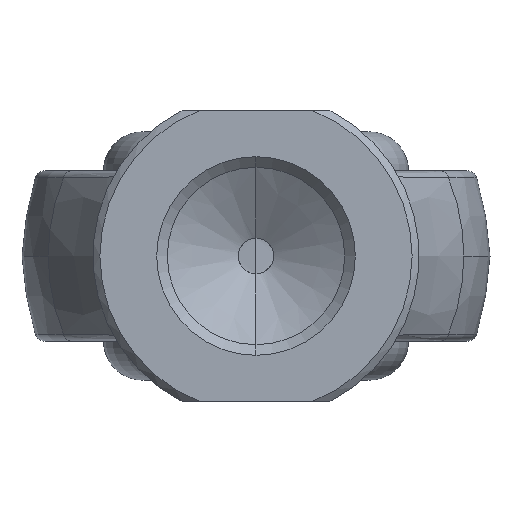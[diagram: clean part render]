
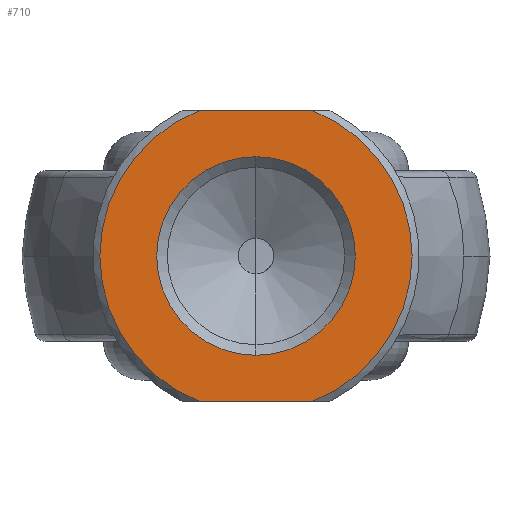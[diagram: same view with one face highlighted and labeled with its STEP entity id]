
A CAD part, left-side view. The second image highlights one B-rep face of the part: STEP entity #710.
In plain terms, the highlighted planar face has unit normal (-1, 0, 0).
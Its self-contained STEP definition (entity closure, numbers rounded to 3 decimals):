
#12 = CARTESIAN_POINT ( 'NONE',  ( 0., 0., 0. ) ) ;
#15 = CARTESIAN_POINT ( 'NONE',  ( 0., 0., 0. ) ) ;
#18 = DIRECTION ( 'NONE',  ( 1., 0., 0. ) ) ;
#28 = DIRECTION ( 'NONE',  ( -1., 0., 0. ) ) ;
#73 = DIRECTION ( 'NONE',  ( 0., 0., -1. ) ) ;
#89 = DIRECTION ( 'NONE',  ( 0., -1., 0. ) ) ;
#92 = DIRECTION ( 'NONE',  ( 0., 0., -1. ) ) ;
#109 = CARTESIAN_POINT ( 'NONE',  ( 0., 10.428, 20.5 ) ) ;
#172 = AXIS2_PLACEMENT_3D ( 'NONE', #515, #497, #529 ) ;
#191 = EDGE_CURVE ( 'NONE', #1722, #1692, #794, .T. ) ;
#193 = EDGE_CURVE ( 'NONE', #1722, #1677, #770, .T. ) ;
#231 = EDGE_CURVE ( 'NONE', #1662, #1753, #779, .T. ) ;
#232 = EDGE_CURVE ( 'NONE', #1721, #1692, #762, .T. ) ;
#233 = EDGE_CURVE ( 'NONE', #1721, #1677, #790, .T. ) ;
#266 = AXIS2_PLACEMENT_3D ( 'NONE', #1506, #1508, #1509 ) ;
#299 = EDGE_CURVE ( 'NONE', #1753, #1662, #829, .T. ) ;
#309 = AXIS2_PLACEMENT_3D ( 'NONE', #1979, #1923, #1968 ) ;
#327 = AXIS2_PLACEMENT_3D ( 'NONE', #12, #28, #73 ) ;
#329 = AXIS2_PLACEMENT_3D ( 'NONE', #15, #18, #92 ) ;
#497 = DIRECTION ( 'NONE',  ( 1., 0., 0. ) ) ;
#515 = CARTESIAN_POINT ( 'NONE',  ( 0., 0., 0. ) ) ;
#529 = DIRECTION ( 'NONE',  ( 0., 0., -1. ) ) ;
#559 = FACE_BOUND ( 'NONE', #1763, .T. ) ;
#635 = FACE_OUTER_BOUND ( 'NONE', #1759, .T. ) ;
#710 = ADVANCED_FACE ( 'NONE', ( #559, #635 ), #1507, .F. ) ;
#753 = VECTOR ( 'NONE', #1958, 1000. ) ;
#762 = CIRCLE ( 'NONE', #327, 22. ) ;
#770 = CIRCLE ( 'NONE', #309, 22. ) ;
#779 = CIRCLE ( 'NONE', #329, 14. ) ;
#790 = LINE ( 'NONE', #109, #799 ) ;
#794 = LINE ( 'NONE', #1955, #753 ) ;
#799 = VECTOR ( 'NONE', #89, 1000. ) ;
#829 = CIRCLE ( 'NONE', #172, 14. ) ;
#893 = ORIENTED_EDGE ( 'NONE', *, *, #233, .F. ) ;
#955 = ORIENTED_EDGE ( 'NONE', *, *, #232, .T. ) ;
#1039 = ORIENTED_EDGE ( 'NONE', *, *, #191, .F. ) ;
#1057 = ORIENTED_EDGE ( 'NONE', *, *, #299, .T. ) ;
#1068 = ORIENTED_EDGE ( 'NONE', *, *, #231, .T. ) ;
#1117 = ORIENTED_EDGE ( 'NONE', *, *, #193, .T. ) ;
#1506 = CARTESIAN_POINT ( 'NONE',  ( 0., 12.5, 0. ) ) ;
#1507 = PLANE ( 'NONE',  #266 ) ;
#1508 = DIRECTION ( 'NONE',  ( 1., 0., 0. ) ) ;
#1509 = DIRECTION ( 'NONE',  ( 0., 0., -1. ) ) ;
#1552 = CARTESIAN_POINT ( 'NONE',  ( 0., 0., -14. ) ) ;
#1568 = CARTESIAN_POINT ( 'NONE',  ( 0., -7.984, 20.5 ) ) ;
#1577 = CARTESIAN_POINT ( 'NONE',  ( 0., 7.984, -20.5 ) ) ;
#1598 = CARTESIAN_POINT ( 'NONE',  ( 0., 7.984, 20.5 ) ) ;
#1599 = CARTESIAN_POINT ( 'NONE',  ( 0., -7.984, -20.5 ) ) ;
#1626 = CARTESIAN_POINT ( 'NONE',  ( 0., 0., 14. ) ) ;
#1662 = VERTEX_POINT ( 'NONE', #1552 ) ;
#1677 = VERTEX_POINT ( 'NONE', #1568 ) ;
#1692 = VERTEX_POINT ( 'NONE', #1577 ) ;
#1721 = VERTEX_POINT ( 'NONE', #1598 ) ;
#1722 = VERTEX_POINT ( 'NONE', #1599 ) ;
#1753 = VERTEX_POINT ( 'NONE', #1626 ) ;
#1759 = EDGE_LOOP ( 'NONE', ( #1039, #1117, #893, #955 ) ) ;
#1763 = EDGE_LOOP ( 'NONE', ( #1057, #1068 ) ) ;
#1923 = DIRECTION ( 'NONE',  ( -1., 0., 0. ) ) ;
#1955 = CARTESIAN_POINT ( 'NONE',  ( 0., 10.428, -20.5 ) ) ;
#1958 = DIRECTION ( 'NONE',  ( 0., 1., 0. ) ) ;
#1968 = DIRECTION ( 'NONE',  ( 0., 0., -1. ) ) ;
#1979 = CARTESIAN_POINT ( 'NONE',  ( 0., 0., 0. ) ) ;
